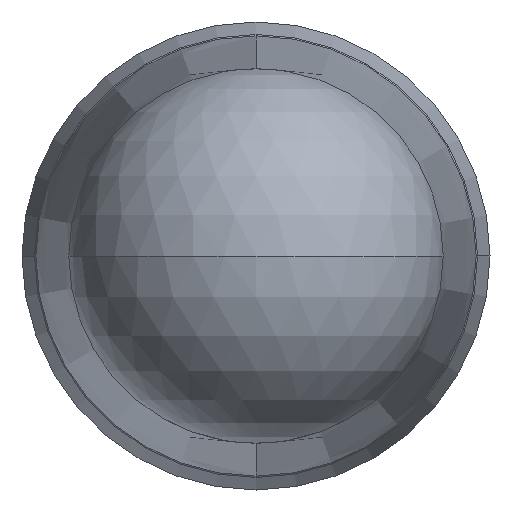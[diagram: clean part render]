
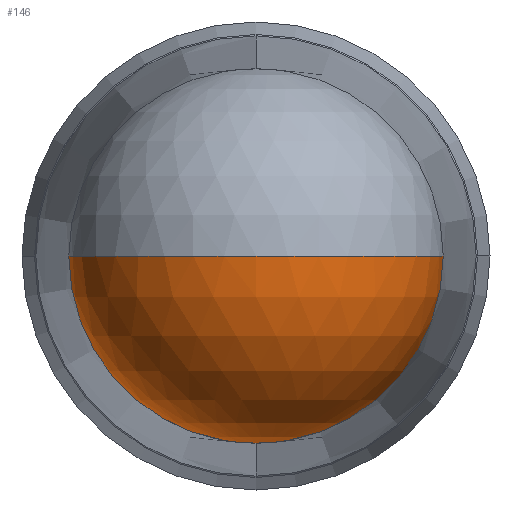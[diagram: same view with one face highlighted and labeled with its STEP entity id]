
A CAD part, front view. The second image highlights one B-rep face of the part: STEP entity #146.
In plain terms, the highlighted spherical face has radius 3.177 mm.
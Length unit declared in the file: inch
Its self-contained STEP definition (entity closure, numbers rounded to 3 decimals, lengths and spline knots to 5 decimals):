
#1 = CARTESIAN_POINT ( 'NONE',  ( 0., 0.12508, 0. ) ) ;
#8 = FACE_OUTER_BOUND ( 'NONE', #371, .T. ) ;
#30 = EDGE_CURVE ( 'NONE', #84, #398, #349, .T. ) ;
#32 = CARTESIAN_POINT ( 'NONE',  ( 0., 0.12071, 0. ) ) ;
#45 = CARTESIAN_POINT ( 'NONE',  ( 0., 0., 0. ) ) ;
#56 = ORIENTED_EDGE ( 'NONE', *, *, #222, .T. ) ;
#66 = AXIS2_PLACEMENT_3D ( 'NONE', #114, #520, #158 ) ;
#84 = VERTEX_POINT ( 'NONE', #352 ) ;
#99 = ORIENTED_EDGE ( 'NONE', *, *, #413, .T. ) ;
#114 = CARTESIAN_POINT ( 'NONE',  ( 0., 0.12508, 0. ) ) ;
#116 = AXIS2_PLACEMENT_3D ( 'NONE', #1, #329, #476 ) ;
#121 = ORIENTED_EDGE ( 'NONE', *, *, #30, .T. ) ;
#146 = ADVANCED_FACE ( 'NONE', ( #8 ), #154, .T. ) ;
#154 = SPHERICAL_SURFACE ( 'NONE', #116, 0.12508 ) ;
#158 = DIRECTION ( 'NONE',  ( 1., 0., 0. ) ) ;
#165 = DIRECTION ( 'NONE',  ( 0., 0., -1. ) ) ;
#184 = AXIS2_PLACEMENT_3D ( 'NONE', #32, #189, #165 ) ;
#189 = DIRECTION ( 'NONE',  ( 0., -1., 0. ) ) ;
#207 = AXIS2_PLACEMENT_3D ( 'NONE', #457, #261, #464 ) ;
#222 = EDGE_CURVE ( 'NONE', #398, #259, #448, .T. ) ;
#247 = ORIENTED_EDGE ( 'NONE', *, *, #314, .F. ) ;
#259 = VERTEX_POINT ( 'NONE', #332 ) ;
#261 = DIRECTION ( 'NONE',  ( 0., 0., -1. ) ) ;
#263 = DIRECTION ( 'NONE',  ( 0., 0., -1. ) ) ;
#306 = CARTESIAN_POINT ( 'NONE',  ( 0., 0.12071, 0. ) ) ;
#314 = EDGE_CURVE ( 'NONE', #84, #486, #450, .T. ) ;
#329 = DIRECTION ( 'NONE',  ( 0., 0., -1. ) ) ;
#332 = CARTESIAN_POINT ( 'NONE',  ( 0.125, 0.12071, 0. ) ) ;
#349 = CIRCLE ( 'NONE', #455, 0.125 ) ;
#352 = CARTESIAN_POINT ( 'NONE',  ( -0.125, 0.12071, 0. ) ) ;
#371 = EDGE_LOOP ( 'NONE', ( #121, #56, #99, #247 ) ) ;
#381 = CIRCLE ( 'NONE', #207, 0.12508 ) ;
#398 = VERTEX_POINT ( 'NONE', #418 ) ;
#413 = EDGE_CURVE ( 'NONE', #259, #486, #381, .T. ) ;
#418 = CARTESIAN_POINT ( 'NONE',  ( 0., 0.12071, -0.125 ) ) ;
#448 = CIRCLE ( 'NONE', #184, 0.125 ) ;
#450 = CIRCLE ( 'NONE', #66, 0.12508 ) ;
#455 = AXIS2_PLACEMENT_3D ( 'NONE', #306, #508, #263 ) ;
#457 = CARTESIAN_POINT ( 'NONE',  ( 0., 0.12508, 0. ) ) ;
#464 = DIRECTION ( 'NONE',  ( -1., 0., 0. ) ) ;
#476 = DIRECTION ( 'NONE',  ( -1., 0., 0. ) ) ;
#486 = VERTEX_POINT ( 'NONE', #45 ) ;
#508 = DIRECTION ( 'NONE',  ( 0., -1., 0. ) ) ;
#520 = DIRECTION ( 'NONE',  ( 0., 0., 1. ) ) ;
